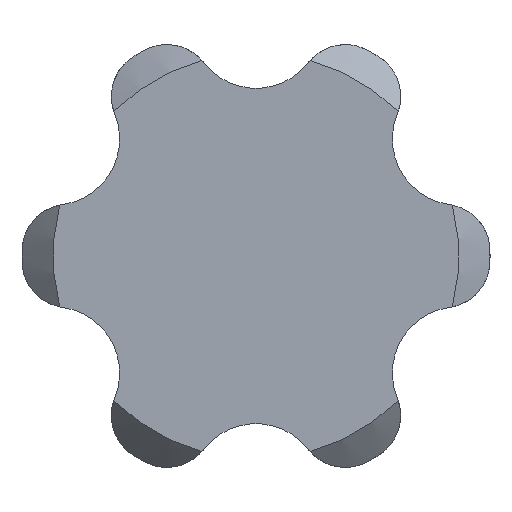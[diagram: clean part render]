
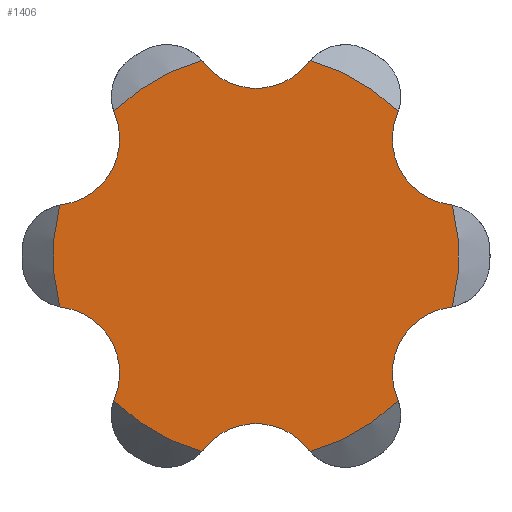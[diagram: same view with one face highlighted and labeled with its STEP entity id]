
A CAD part, front view. The second image highlights one B-rep face of the part: STEP entity #1406.
In plain terms, the highlighted planar face has unit normal (0, -1, 0).
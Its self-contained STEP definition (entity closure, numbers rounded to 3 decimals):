
#101=PLANE('',#1591);
#361=FACE_OUTER_BOUND('',#448,.T.);
#448=EDGE_LOOP('',(#1263,#1264,#1265,#1266,#1267,#1268,#1269,#1270,#1271,
#1272,#1273,#1274,#1275,#1276,#1277,#1278,#1279,#1280,#1281,#1282,#1283,
#1284,#1285,#1286));
#506=CIRCLE('',#1504,3.);
#507=CIRCLE('',#1506,3.);
#513=CIRCLE('',#1516,13.);
#517=CIRCLE('',#1521,3.);
#518=CIRCLE('',#1523,3.);
#522=CIRCLE('',#1530,13.);
#526=CIRCLE('',#1535,3.);
#527=CIRCLE('',#1537,3.);
#531=CIRCLE('',#1544,13.);
#535=CIRCLE('',#1549,3.);
#537=CIRCLE('',#1553,3.);
#541=CIRCLE('',#1560,13.);
#545=CIRCLE('',#1565,3.);
#547=CIRCLE('',#1569,3.);
#551=CIRCLE('',#1576,13.);
#554=CIRCLE('',#1580,3.);
#556=CIRCLE('',#1584,3.);
#558=CIRCLE('',#1588,13.);
#559=CIRCLE('',#1590,4.25);
#560=CIRCLE('',#1592,4.25);
#561=CIRCLE('',#1593,4.25);
#562=CIRCLE('',#1594,4.25);
#563=CIRCLE('',#1595,4.25);
#564=CIRCLE('',#1596,4.25);
#620=VERTEX_POINT('',#2510);
#621=VERTEX_POINT('',#2521);
#622=VERTEX_POINT('',#2525);
#623=VERTEX_POINT('',#2527);
#629=VERTEX_POINT('',#2559);
#634=VERTEX_POINT('',#2748);
#635=VERTEX_POINT('',#2759);
#636=VERTEX_POINT('',#2763);
#637=VERTEX_POINT('',#2765);
#644=VERTEX_POINT('',#2964);
#645=VERTEX_POINT('',#2975);
#646=VERTEX_POINT('',#2979);
#647=VERTEX_POINT('',#2981);
#658=VERTEX_POINT('',#3212);
#659=VERTEX_POINT('',#3223);
#660=VERTEX_POINT('',#3229);
#661=VERTEX_POINT('',#3231);
#672=VERTEX_POINT('',#3462);
#673=VERTEX_POINT('',#3473);
#674=VERTEX_POINT('',#3479);
#675=VERTEX_POINT('',#3481);
#683=VERTEX_POINT('',#3703);
#684=VERTEX_POINT('',#3709);
#685=VERTEX_POINT('',#3711);
#769=EDGE_CURVE('',#620,#621,#506,.T.);
#772=EDGE_CURVE('',#622,#623,#507,.T.);
#782=EDGE_CURVE('',#623,#629,#513,.T.);
#793=EDGE_CURVE('',#634,#635,#517,.T.);
#796=EDGE_CURVE('',#636,#637,#518,.T.);
#802=EDGE_CURVE('',#637,#620,#522,.T.);
#812=EDGE_CURVE('',#644,#645,#526,.T.);
#815=EDGE_CURVE('',#646,#647,#527,.T.);
#821=EDGE_CURVE('',#647,#634,#531,.T.);
#835=EDGE_CURVE('',#658,#659,#535,.T.);
#839=EDGE_CURVE('',#660,#661,#537,.T.);
#845=EDGE_CURVE('',#661,#644,#541,.T.);
#859=EDGE_CURVE('',#672,#673,#545,.T.);
#863=EDGE_CURVE('',#674,#675,#547,.T.);
#869=EDGE_CURVE('',#675,#658,#551,.T.);
#879=EDGE_CURVE('',#629,#683,#554,.T.);
#883=EDGE_CURVE('',#684,#685,#556,.T.);
#887=EDGE_CURVE('',#685,#672,#558,.T.);
#888=EDGE_CURVE('',#684,#683,#559,.T.);
#889=EDGE_CURVE('',#636,#635,#560,.T.);
#890=EDGE_CURVE('',#646,#645,#561,.T.);
#891=EDGE_CURVE('',#660,#659,#562,.T.);
#892=EDGE_CURVE('',#674,#673,#563,.T.);
#893=EDGE_CURVE('',#622,#621,#564,.T.);
#1263=ORIENTED_EDGE('',*,*,#769,.F.);
#1264=ORIENTED_EDGE('',*,*,#802,.F.);
#1265=ORIENTED_EDGE('',*,*,#796,.F.);
#1266=ORIENTED_EDGE('',*,*,#889,.T.);
#1267=ORIENTED_EDGE('',*,*,#793,.F.);
#1268=ORIENTED_EDGE('',*,*,#821,.F.);
#1269=ORIENTED_EDGE('',*,*,#815,.F.);
#1270=ORIENTED_EDGE('',*,*,#890,.T.);
#1271=ORIENTED_EDGE('',*,*,#812,.F.);
#1272=ORIENTED_EDGE('',*,*,#845,.F.);
#1273=ORIENTED_EDGE('',*,*,#839,.F.);
#1274=ORIENTED_EDGE('',*,*,#891,.T.);
#1275=ORIENTED_EDGE('',*,*,#835,.F.);
#1276=ORIENTED_EDGE('',*,*,#869,.F.);
#1277=ORIENTED_EDGE('',*,*,#863,.F.);
#1278=ORIENTED_EDGE('',*,*,#892,.T.);
#1279=ORIENTED_EDGE('',*,*,#859,.F.);
#1280=ORIENTED_EDGE('',*,*,#887,.F.);
#1281=ORIENTED_EDGE('',*,*,#883,.F.);
#1282=ORIENTED_EDGE('',*,*,#888,.T.);
#1283=ORIENTED_EDGE('',*,*,#879,.F.);
#1284=ORIENTED_EDGE('',*,*,#782,.F.);
#1285=ORIENTED_EDGE('',*,*,#772,.F.);
#1286=ORIENTED_EDGE('',*,*,#893,.T.);
#1406=ADVANCED_FACE('',(#361),#101,.T.);
#1504=AXIS2_PLACEMENT_3D('',#2522,#1743,#1744);
#1506=AXIS2_PLACEMENT_3D('',#2528,#1749,#1750);
#1516=AXIS2_PLACEMENT_3D('',#2560,#1771,#1772);
#1521=AXIS2_PLACEMENT_3D('',#2760,#1782,#1783);
#1523=AXIS2_PLACEMENT_3D('',#2766,#1788,#1789);
#1530=AXIS2_PLACEMENT_3D('',#2786,#1803,#1804);
#1535=AXIS2_PLACEMENT_3D('',#2976,#1814,#1815);
#1537=AXIS2_PLACEMENT_3D('',#2982,#1820,#1821);
#1544=AXIS2_PLACEMENT_3D('',#3002,#1835,#1836);
#1549=AXIS2_PLACEMENT_3D('',#3224,#1846,#1847);
#1553=AXIS2_PLACEMENT_3D('',#3232,#1856,#1857);
#1560=AXIS2_PLACEMENT_3D('',#3252,#1871,#1872);
#1565=AXIS2_PLACEMENT_3D('',#3474,#1882,#1883);
#1569=AXIS2_PLACEMENT_3D('',#3482,#1892,#1893);
#1576=AXIS2_PLACEMENT_3D('',#3502,#1907,#1908);
#1580=AXIS2_PLACEMENT_3D('',#3704,#1915,#1916);
#1584=AXIS2_PLACEMENT_3D('',#3712,#1925,#1926);
#1588=AXIS2_PLACEMENT_3D('',#3728,#1934,#1935);
#1590=AXIS2_PLACEMENT_3D('',#3730,#1938,#1939);
#1591=AXIS2_PLACEMENT_3D('',#3731,#1940,#1941);
#1592=AXIS2_PLACEMENT_3D('',#3732,#1942,#1943);
#1593=AXIS2_PLACEMENT_3D('',#3733,#1944,#1945);
#1594=AXIS2_PLACEMENT_3D('',#3734,#1946,#1947);
#1595=AXIS2_PLACEMENT_3D('',#3735,#1948,#1949);
#1596=AXIS2_PLACEMENT_3D('',#3736,#1950,#1951);
#1743=DIRECTION('center_axis',(0.,1.,0.));
#1744=DIRECTION('ref_axis',(-0.95,0.,-0.312));
#1749=DIRECTION('center_axis',(0.,1.,0.));
#1750=DIRECTION('ref_axis',(-0.745,0.,-0.667));
#1771=DIRECTION('center_axis',(0.,1.,0.));
#1772=DIRECTION('ref_axis',(-1.,0.,0.));
#1782=DIRECTION('center_axis',(0.,1.,0.));
#1783=DIRECTION('ref_axis',(-0.205,0.,-0.979));
#1788=DIRECTION('center_axis',(0.,1.,0.));
#1789=DIRECTION('ref_axis',(0.205,0.,-0.979));
#1803=DIRECTION('center_axis',(0.,1.,0.));
#1804=DIRECTION('ref_axis',(-1.,0.,0.));
#1814=DIRECTION('center_axis',(0.,1.,0.));
#1815=DIRECTION('ref_axis',(0.745,0.,-0.667));
#1820=DIRECTION('center_axis',(0.,1.,0.));
#1821=DIRECTION('ref_axis',(0.95,0.,-0.312));
#1835=DIRECTION('center_axis',(0.,1.,0.));
#1836=DIRECTION('ref_axis',(-1.,0.,0.));
#1846=DIRECTION('center_axis',(0.,1.,0.));
#1847=DIRECTION('ref_axis',(0.95,0.,0.312));
#1856=DIRECTION('center_axis',(0.,1.,0.));
#1857=DIRECTION('ref_axis',(0.745,0.,0.667));
#1871=DIRECTION('center_axis',(0.,1.,0.));
#1872=DIRECTION('ref_axis',(-1.,0.,0.));
#1882=DIRECTION('center_axis',(0.,1.,0.));
#1883=DIRECTION('ref_axis',(0.205,0.,0.979));
#1892=DIRECTION('center_axis',(0.,1.,0.));
#1893=DIRECTION('ref_axis',(-0.205,0.,0.979));
#1907=DIRECTION('center_axis',(0.,1.,0.));
#1908=DIRECTION('ref_axis',(-1.,0.,0.));
#1915=DIRECTION('center_axis',(0.,1.,0.));
#1916=DIRECTION('ref_axis',(-0.745,0.,0.667));
#1925=DIRECTION('center_axis',(0.,1.,0.));
#1926=DIRECTION('ref_axis',(-0.95,0.,0.312));
#1934=DIRECTION('center_axis',(0.,1.,0.));
#1935=DIRECTION('ref_axis',(-1.,0.,0.));
#1938=DIRECTION('center_axis',(0.,1.,0.));
#1939=DIRECTION('ref_axis',(-0.5,0.,-0.866));
#1940=DIRECTION('center_axis',(0.,-1.,0.));
#1941=DIRECTION('ref_axis',(0.,0.,-1.));
#1942=DIRECTION('center_axis',(0.,1.,0.));
#1943=DIRECTION('ref_axis',(1.,0.,0.));
#1944=DIRECTION('center_axis',(0.,1.,0.));
#1945=DIRECTION('ref_axis',(0.5,0.,0.866));
#1946=DIRECTION('center_axis',(0.,1.,0.));
#1947=DIRECTION('ref_axis',(-0.5,0.,0.866));
#1948=DIRECTION('center_axis',(0.,1.,0.));
#1949=DIRECTION('ref_axis',(-1.,0.,0.));
#1950=DIRECTION('center_axis',(0.,1.,0.));
#1951=DIRECTION('ref_axis',(0.5,0.,-0.866));
#2510=CARTESIAN_POINT('',(-9.116,-41.8,-9.268));
#2521=CARTESIAN_POINT('',(-9.053,-41.8,-9.1));
#2522=CARTESIAN_POINT('Origin',(-6.274,-41.8,-10.229));
#2525=CARTESIAN_POINT('',(-12.407,-41.8,-3.29));
#2527=CARTESIAN_POINT('',(-12.585,-41.8,-3.26));
#2528=CARTESIAN_POINT('Origin',(-11.996,-41.8,-0.319));
#2559=CARTESIAN_POINT('',(-12.585,-41.8,3.26));
#2560=CARTESIAN_POINT('Origin',(0.,-41.8,0.));
#2748=CARTESIAN_POINT('',(3.469,-41.8,-12.529));
#2759=CARTESIAN_POINT('',(3.354,-41.8,-12.39));
#2760=CARTESIAN_POINT('Origin',(5.722,-41.8,-10.548));
#2763=CARTESIAN_POINT('',(-3.354,-41.8,-12.39));
#2765=CARTESIAN_POINT('',(-3.469,-41.8,-12.529));
#2766=CARTESIAN_POINT('Origin',(-5.722,-41.8,-10.548));
#2786=CARTESIAN_POINT('Origin',(0.,-41.8,0.));
#2964=CARTESIAN_POINT('',(12.585,-41.8,-3.26));
#2975=CARTESIAN_POINT('',(12.407,-41.8,-3.29));
#2976=CARTESIAN_POINT('Origin',(11.996,-41.8,-0.319));
#2979=CARTESIAN_POINT('',(9.053,-41.8,-9.1));
#2981=CARTESIAN_POINT('',(9.116,-41.8,-9.268));
#2982=CARTESIAN_POINT('Origin',(6.274,-41.8,-10.229));
#3002=CARTESIAN_POINT('Origin',(0.,-41.8,0.));
#3212=CARTESIAN_POINT('',(9.116,-41.8,9.268));
#3223=CARTESIAN_POINT('',(9.053,-41.8,9.1));
#3224=CARTESIAN_POINT('Origin',(6.274,-41.8,10.229));
#3229=CARTESIAN_POINT('',(12.407,-41.8,3.29));
#3231=CARTESIAN_POINT('',(12.585,-41.8,3.26));
#3232=CARTESIAN_POINT('Origin',(11.996,-41.8,0.319));
#3252=CARTESIAN_POINT('Origin',(0.,-41.8,0.));
#3462=CARTESIAN_POINT('',(-3.469,-41.8,12.529));
#3473=CARTESIAN_POINT('',(-3.354,-41.8,12.39));
#3474=CARTESIAN_POINT('Origin',(-5.722,-41.8,10.548));
#3479=CARTESIAN_POINT('',(3.354,-41.8,12.39));
#3481=CARTESIAN_POINT('',(3.469,-41.8,12.529));
#3482=CARTESIAN_POINT('Origin',(5.722,-41.8,10.548));
#3502=CARTESIAN_POINT('Origin',(0.,-41.8,0.));
#3703=CARTESIAN_POINT('',(-12.407,-41.8,3.29));
#3704=CARTESIAN_POINT('Origin',(-11.996,-41.8,0.319));
#3709=CARTESIAN_POINT('',(-9.053,-41.8,9.1));
#3711=CARTESIAN_POINT('',(-9.116,-41.8,9.268));
#3712=CARTESIAN_POINT('Origin',(-6.274,-41.8,10.229));
#3728=CARTESIAN_POINT('Origin',(0.,-41.8,0.));
#3730=CARTESIAN_POINT('Origin',(-12.99,-41.8,7.5));
#3731=CARTESIAN_POINT('Origin',(0.,-41.8,0.));
#3732=CARTESIAN_POINT('Origin',(0.,-41.8,-15.));
#3733=CARTESIAN_POINT('Origin',(12.99,-41.8,-7.5));
#3734=CARTESIAN_POINT('Origin',(12.99,-41.8,7.5));
#3735=CARTESIAN_POINT('Origin',(0.,-41.8,15.));
#3736=CARTESIAN_POINT('Origin',(-12.99,-41.8,-7.5));
